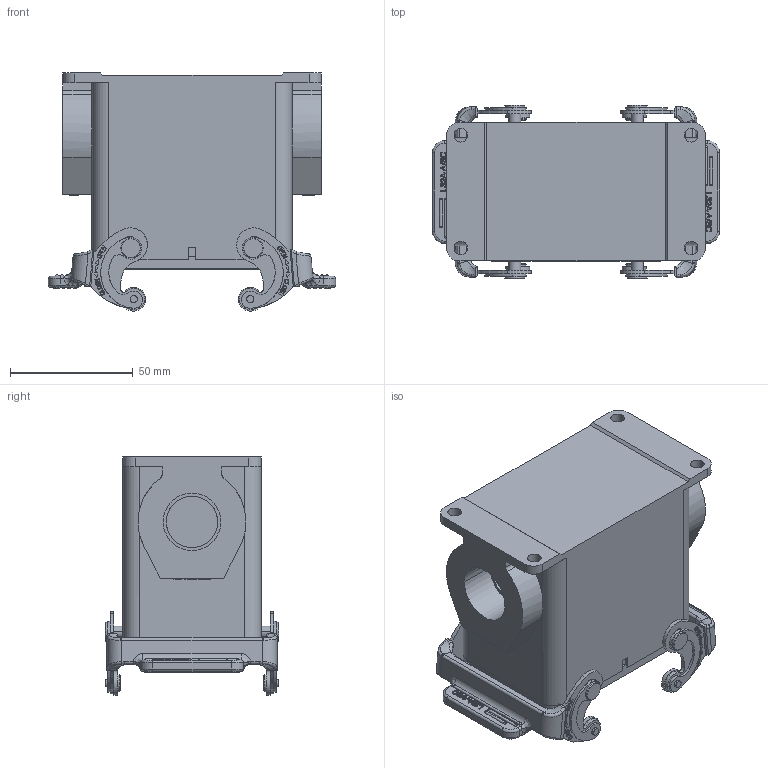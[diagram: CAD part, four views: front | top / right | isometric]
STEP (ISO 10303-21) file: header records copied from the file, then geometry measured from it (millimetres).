
FILE_DESCRIPTION(/* description */ (''),/* implementation_level */ '2;1');
FILE_NAME(/* name */ '3D_1100322411011_H32A-SF-2L_SC-PG21_V1.1.stp',/* time_stamp */ '2023-12-06T13:01:59+08:00',/* author */ (''),/* organization */ (''),/* preprocessor_version */ 'ST-DEVELOPER v18.1',/* originating_system */ 'SIEMENS PLM Software NX 1980',/* authorisation */ '');
FILE_SCHEMA (('AUTOMOTIVE_DESIGN { 1 0 10303 214 3 1 1 1 }'));
Products named in the file (1): 3D_1100322411003_H32A-SF-2L_SC-M25_V1.0_stp
Bounding box: 117.23 x 70.8 x 97.2 mm (x, y, z)
Volume: 163205.5 mm3; surface area: 71699.5 mm2
Topology: 1 solids, 3 shells, 1611 faces, 4311 edges, 2818 vertices
Faces by surface type: plane 759, cylinder 594, extrusion 70, bspline 65, cone 50, torus 41, sphere 32
Entity records: 65239 total; most frequent: CARTESIAN_POINT 19021, ORIENTED_EDGE 8522, DIRECTION 6874, EDGE_CURVE 4261, VERTEX_POINT 2814, AXIS2_PLACEMENT_3D 2405, VECTOR 2064, LINE 1994
